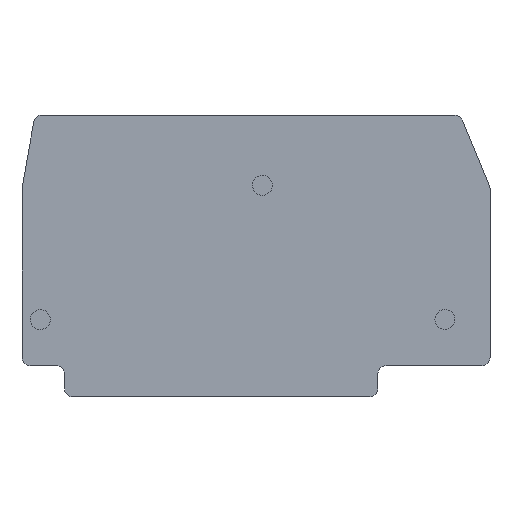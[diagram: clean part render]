
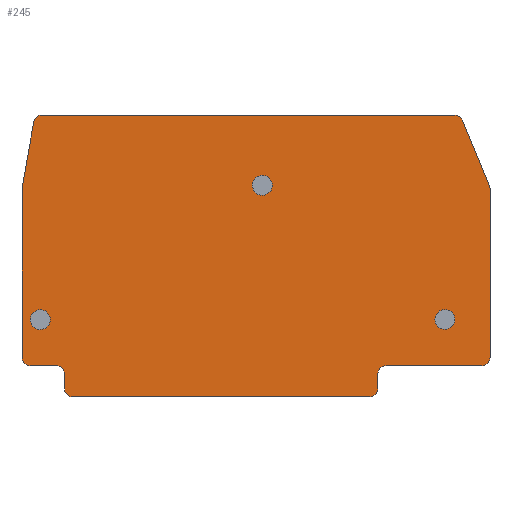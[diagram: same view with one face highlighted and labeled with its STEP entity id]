
A CAD part, left-side view. The second image highlights one B-rep face of the part: STEP entity #245.
In plain terms, the highlighted planar face has unit normal (-1, 0, 0).
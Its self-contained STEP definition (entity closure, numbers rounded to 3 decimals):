
#35=AXIS2_PLACEMENT_3D('Plane Axis2P3D',#32,#33,#34) ;
#48=AXIS2_PLACEMENT_3D('Circle Axis2P3D',#46,#47,$) ;
#69=AXIS2_PLACEMENT_3D('Circle Axis2P3D',#67,#68,$) ;
#83=AXIS2_PLACEMENT_3D('Circle Axis2P3D',#81,#82,$) ;
#97=AXIS2_PLACEMENT_3D('Circle Axis2P3D',#95,#96,$) ;
#111=AXIS2_PLACEMENT_3D('Circle Axis2P3D',#109,#110,$) ;
#125=AXIS2_PLACEMENT_3D('Circle Axis2P3D',#123,#124,$) ;
#139=AXIS2_PLACEMENT_3D('Circle Axis2P3D',#137,#138,$) ;
#153=AXIS2_PLACEMENT_3D('Circle Axis2P3D',#151,#152,$) ;
#167=AXIS2_PLACEMENT_3D('Circle Axis2P3D',#165,#166,$) ;
#193=AXIS2_PLACEMENT_3D('Circle Axis2P3D',#191,#192,$) ;
#202=AXIS2_PLACEMENT_3D('Circle Axis2P3D',#200,#201,$) ;
#211=AXIS2_PLACEMENT_3D('Circle Axis2P3D',#209,#210,$) ;
#220=AXIS2_PLACEMENT_3D('Circle Axis2P3D',#218,#219,$) ;
#229=AXIS2_PLACEMENT_3D('Circle Axis2P3D',#227,#228,$) ;
#238=AXIS2_PLACEMENT_3D('Circle Axis2P3D',#236,#237,$) ;
#32=CARTESIAN_POINT('Axis2P3D Location',(2.,33.05,-1.3)) ;
#37=CARTESIAN_POINT('Line Origine',(2.,29.718,34.653)) ;
#41=CARTESIAN_POINT('Vertex',(2.,4.318,34.653)) ;
#43=CARTESIAN_POINT('Vertex',(2.,55.118,34.653)) ;
#46=CARTESIAN_POINT('Axis2P3D Location',(2.,55.118,33.653)) ;
#50=CARTESIAN_POINT('Vertex',(2.,56.103,33.826)) ;
#53=CARTESIAN_POINT('Line Origine',(2.,56.826,29.722)) ;
#57=CARTESIAN_POINT('Vertex',(2.,57.55,25.618)) ;
#60=CARTESIAN_POINT('Line Origine',(2.,57.55,15.234)) ;
#64=CARTESIAN_POINT('Vertex',(2.,57.55,4.85)) ;
#67=CARTESIAN_POINT('Axis2P3D Location',(2.,56.55,4.85)) ;
#71=CARTESIAN_POINT('Vertex',(2.,56.55,3.85)) ;
#74=CARTESIAN_POINT('Line Origine',(2.,54.938,3.85)) ;
#78=CARTESIAN_POINT('Vertex',(2.,53.326,3.85)) ;
#81=CARTESIAN_POINT('Axis2P3D Location',(2.,53.326,2.85)) ;
#85=CARTESIAN_POINT('Vertex',(2.,52.326,2.85)) ;
#88=CARTESIAN_POINT('Line Origine',(2.,52.326,1.925)) ;
#92=CARTESIAN_POINT('Vertex',(2.,52.326,1.)) ;
#95=CARTESIAN_POINT('Axis2P3D Location',(2.,51.326,1.)) ;
#99=CARTESIAN_POINT('Vertex',(2.,51.326,0.)) ;
#102=CARTESIAN_POINT('Line Origine',(2.,33.05,0.)) ;
#106=CARTESIAN_POINT('Vertex',(2.,14.774,0.)) ;
#109=CARTESIAN_POINT('Axis2P3D Location',(2.,14.774,1.)) ;
#113=CARTESIAN_POINT('Vertex',(2.,13.774,1.)) ;
#116=CARTESIAN_POINT('Line Origine',(2.,13.774,1.925)) ;
#120=CARTESIAN_POINT('Vertex',(2.,13.774,2.85)) ;
#123=CARTESIAN_POINT('Axis2P3D Location',(2.,12.774,2.85)) ;
#127=CARTESIAN_POINT('Vertex',(2.,12.771,3.85)) ;
#130=CARTESIAN_POINT('Line Origine',(2.,6.886,3.85)) ;
#134=CARTESIAN_POINT('Vertex',(2.,1.,3.85)) ;
#137=CARTESIAN_POINT('Axis2P3D Location',(2.,1.,4.85)) ;
#141=CARTESIAN_POINT('Vertex',(2.,0.,4.85)) ;
#144=CARTESIAN_POINT('Line Origine',(2.,0.,15.246)) ;
#148=CARTESIAN_POINT('Vertex',(2.,0.,25.642)) ;
#151=CARTESIAN_POINT('Axis2P3D Location',(2.,1.,25.642)) ;
#155=CARTESIAN_POINT('Vertex',(2.,0.076,26.025)) ;
#158=CARTESIAN_POINT('Line Origine',(2.,1.735,30.03)) ;
#162=CARTESIAN_POINT('Vertex',(2.,3.394,34.036)) ;
#165=CARTESIAN_POINT('Axis2P3D Location',(2.,4.318,33.653)) ;
#191=CARTESIAN_POINT('Axis2P3D Location',(2.,28.,26.015)) ;
#195=CARTESIAN_POINT('Vertex',(2.,26.925,25.427)) ;
#197=CARTESIAN_POINT('Vertex',(2.,29.075,26.602)) ;
#200=CARTESIAN_POINT('Axis2P3D Location',(2.,28.,26.015)) ;
#209=CARTESIAN_POINT('Axis2P3D Location',(2.,5.55,9.519)) ;
#213=CARTESIAN_POINT('Vertex',(2.,4.475,8.932)) ;
#215=CARTESIAN_POINT('Vertex',(2.,6.625,10.107)) ;
#218=CARTESIAN_POINT('Axis2P3D Location',(2.,5.55,9.519)) ;
#227=CARTESIAN_POINT('Axis2P3D Location',(2.,55.3,9.5)) ;
#231=CARTESIAN_POINT('Vertex',(2.,54.225,8.913)) ;
#233=CARTESIAN_POINT('Vertex',(2.,56.375,10.087)) ;
#236=CARTESIAN_POINT('Axis2P3D Location',(2.,55.3,9.5)) ;
#33=DIRECTION('Axis2P3D Direction',(-1.,0.,0.)) ;
#34=DIRECTION('Axis2P3D XDirection',(0.,-1.,0.)) ;
#38=DIRECTION('Vector Direction',(0.,1.,0.)) ;
#47=DIRECTION('Axis2P3D Direction',(-1.,0.,0.)) ;
#54=DIRECTION('Vector Direction',(0.,0.174,-0.985)) ;
#61=DIRECTION('Vector Direction',(0.,0.,1.)) ;
#68=DIRECTION('Axis2P3D Direction',(-1.,0.,0.)) ;
#75=DIRECTION('Vector Direction',(0.,1.,0.)) ;
#82=DIRECTION('Axis2P3D Direction',(-1.,0.,0.)) ;
#89=DIRECTION('Vector Direction',(0.,0.,1.)) ;
#96=DIRECTION('Axis2P3D Direction',(-1.,0.,0.)) ;
#103=DIRECTION('Vector Direction',(0.,1.,0.)) ;
#110=DIRECTION('Axis2P3D Direction',(-1.,0.,0.)) ;
#117=DIRECTION('Vector Direction',(0.,0.,1.)) ;
#124=DIRECTION('Axis2P3D Direction',(-1.,0.,0.)) ;
#131=DIRECTION('Vector Direction',(0.,1.,0.)) ;
#138=DIRECTION('Axis2P3D Direction',(-1.,0.,0.)) ;
#145=DIRECTION('Vector Direction',(0.,0.,1.)) ;
#152=DIRECTION('Axis2P3D Direction',(-1.,0.,0.)) ;
#159=DIRECTION('Vector Direction',(0.,0.383,0.924)) ;
#166=DIRECTION('Axis2P3D Direction',(-1.,0.,0.)) ;
#192=DIRECTION('Axis2P3D Direction',(-1.,0.,0.)) ;
#201=DIRECTION('Axis2P3D Direction',(-1.,0.,0.)) ;
#210=DIRECTION('Axis2P3D Direction',(-1.,0.,0.)) ;
#219=DIRECTION('Axis2P3D Direction',(-1.,0.,0.)) ;
#228=DIRECTION('Axis2P3D Direction',(-1.,0.,0.)) ;
#237=DIRECTION('Axis2P3D Direction',(-1.,0.,0.)) ;
#39=VECTOR('Line Direction',#38,1.) ;
#55=VECTOR('Line Direction',#54,1.) ;
#62=VECTOR('Line Direction',#61,1.) ;
#76=VECTOR('Line Direction',#75,1.) ;
#90=VECTOR('Line Direction',#89,1.) ;
#104=VECTOR('Line Direction',#103,1.) ;
#118=VECTOR('Line Direction',#117,1.) ;
#132=VECTOR('Line Direction',#131,1.) ;
#146=VECTOR('Line Direction',#145,1.) ;
#160=VECTOR('Line Direction',#159,1.) ;
#171=ORIENTED_EDGE('',*,*,#45,.T.) ;
#172=ORIENTED_EDGE('',*,*,#52,.T.) ;
#173=ORIENTED_EDGE('',*,*,#59,.T.) ;
#174=ORIENTED_EDGE('',*,*,#66,.T.) ;
#175=ORIENTED_EDGE('',*,*,#73,.T.) ;
#176=ORIENTED_EDGE('',*,*,#80,.T.) ;
#177=ORIENTED_EDGE('',*,*,#87,.T.) ;
#178=ORIENTED_EDGE('',*,*,#94,.T.) ;
#179=ORIENTED_EDGE('',*,*,#101,.T.) ;
#180=ORIENTED_EDGE('',*,*,#108,.T.) ;
#181=ORIENTED_EDGE('',*,*,#115,.T.) ;
#182=ORIENTED_EDGE('',*,*,#122,.T.) ;
#183=ORIENTED_EDGE('',*,*,#129,.T.) ;
#184=ORIENTED_EDGE('',*,*,#136,.T.) ;
#185=ORIENTED_EDGE('',*,*,#143,.T.) ;
#186=ORIENTED_EDGE('',*,*,#150,.T.) ;
#187=ORIENTED_EDGE('',*,*,#157,.T.) ;
#188=ORIENTED_EDGE('',*,*,#164,.T.) ;
#189=ORIENTED_EDGE('',*,*,#169,.T.) ;
#206=ORIENTED_EDGE('',*,*,#199,.T.) ;
#207=ORIENTED_EDGE('',*,*,#204,.T.) ;
#224=ORIENTED_EDGE('',*,*,#217,.T.) ;
#225=ORIENTED_EDGE('',*,*,#222,.T.) ;
#242=ORIENTED_EDGE('',*,*,#235,.T.) ;
#243=ORIENTED_EDGE('',*,*,#240,.T.) ;
#208=FACE_BOUND('',#205,.T.) ;
#226=FACE_BOUND('',#223,.T.) ;
#244=FACE_BOUND('',#241,.T.) ;
#245=ADVANCED_FACE('ZAP-TW_ZT4-2AN',(#190,#208,#226,#244),#36,.T.) ;
#49=CIRCLE('generated circle',#48,1.) ;
#70=CIRCLE('generated circle',#69,1.) ;
#84=CIRCLE('generated circle',#83,1.) ;
#98=CIRCLE('generated circle',#97,1.) ;
#112=CIRCLE('generated circle',#111,1.) ;
#126=CIRCLE('generated circle',#125,1.) ;
#140=CIRCLE('generated circle',#139,1.) ;
#154=CIRCLE('generated circle',#153,1.) ;
#168=CIRCLE('generated circle',#167,1.) ;
#194=CIRCLE('generated circle',#193,1.225) ;
#203=CIRCLE('generated circle',#202,1.225) ;
#212=CIRCLE('generated circle',#211,1.225) ;
#221=CIRCLE('generated circle',#220,1.225) ;
#230=CIRCLE('generated circle',#229,1.225) ;
#239=CIRCLE('generated circle',#238,1.225) ;
#45=EDGE_CURVE('',#42,#44,#40,.T.) ;
#52=EDGE_CURVE('',#44,#51,#49,.T.) ;
#59=EDGE_CURVE('',#51,#58,#56,.T.) ;
#66=EDGE_CURVE('',#58,#65,#63,.F.) ;
#73=EDGE_CURVE('',#65,#72,#70,.T.) ;
#80=EDGE_CURVE('',#72,#79,#77,.F.) ;
#87=EDGE_CURVE('',#79,#86,#84,.F.) ;
#94=EDGE_CURVE('',#86,#93,#91,.F.) ;
#101=EDGE_CURVE('',#93,#100,#98,.T.) ;
#108=EDGE_CURVE('',#100,#107,#105,.F.) ;
#115=EDGE_CURVE('',#107,#114,#112,.T.) ;
#122=EDGE_CURVE('',#114,#121,#119,.T.) ;
#129=EDGE_CURVE('',#121,#128,#126,.F.) ;
#136=EDGE_CURVE('',#128,#135,#133,.F.) ;
#143=EDGE_CURVE('',#135,#142,#140,.T.) ;
#150=EDGE_CURVE('',#142,#149,#147,.T.) ;
#157=EDGE_CURVE('',#149,#156,#154,.T.) ;
#164=EDGE_CURVE('',#156,#163,#161,.T.) ;
#169=EDGE_CURVE('',#163,#42,#168,.T.) ;
#199=EDGE_CURVE('',#196,#198,#194,.F.) ;
#204=EDGE_CURVE('',#198,#196,#203,.F.) ;
#217=EDGE_CURVE('',#214,#216,#212,.F.) ;
#222=EDGE_CURVE('',#216,#214,#221,.F.) ;
#235=EDGE_CURVE('',#232,#234,#230,.F.) ;
#240=EDGE_CURVE('',#234,#232,#239,.F.) ;
#170=EDGE_LOOP('',(#171,#172,#173,#174,#175,#176,#177,#178,#179,#180,#181,#182,#183,#184,#185,#186,#187,#188,#189)) ;
#205=EDGE_LOOP('',(#206,#207)) ;
#223=EDGE_LOOP('',(#224,#225)) ;
#241=EDGE_LOOP('',(#242,#243)) ;
#190=FACE_OUTER_BOUND('',#170,.T.) ;
#40=LINE('Line',#37,#39) ;
#56=LINE('Line',#53,#55) ;
#63=LINE('Line',#60,#62) ;
#77=LINE('Line',#74,#76) ;
#91=LINE('Line',#88,#90) ;
#105=LINE('Line',#102,#104) ;
#119=LINE('Line',#116,#118) ;
#133=LINE('Line',#130,#132) ;
#147=LINE('Line',#144,#146) ;
#161=LINE('Line',#158,#160) ;
#36=PLANE('',#35) ;
#42=VERTEX_POINT('',#41) ;
#44=VERTEX_POINT('',#43) ;
#51=VERTEX_POINT('',#50) ;
#58=VERTEX_POINT('',#57) ;
#65=VERTEX_POINT('',#64) ;
#72=VERTEX_POINT('',#71) ;
#79=VERTEX_POINT('',#78) ;
#86=VERTEX_POINT('',#85) ;
#93=VERTEX_POINT('',#92) ;
#100=VERTEX_POINT('',#99) ;
#107=VERTEX_POINT('',#106) ;
#114=VERTEX_POINT('',#113) ;
#121=VERTEX_POINT('',#120) ;
#128=VERTEX_POINT('',#127) ;
#135=VERTEX_POINT('',#134) ;
#142=VERTEX_POINT('',#141) ;
#149=VERTEX_POINT('',#148) ;
#156=VERTEX_POINT('',#155) ;
#163=VERTEX_POINT('',#162) ;
#196=VERTEX_POINT('',#195) ;
#198=VERTEX_POINT('',#197) ;
#214=VERTEX_POINT('',#213) ;
#216=VERTEX_POINT('',#215) ;
#232=VERTEX_POINT('',#231) ;
#234=VERTEX_POINT('',#233) ;
